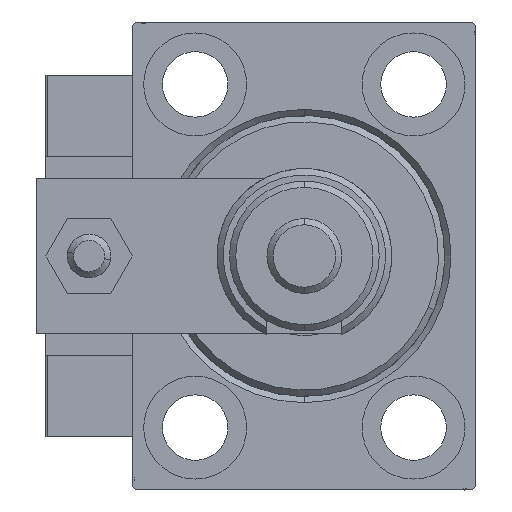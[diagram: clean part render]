
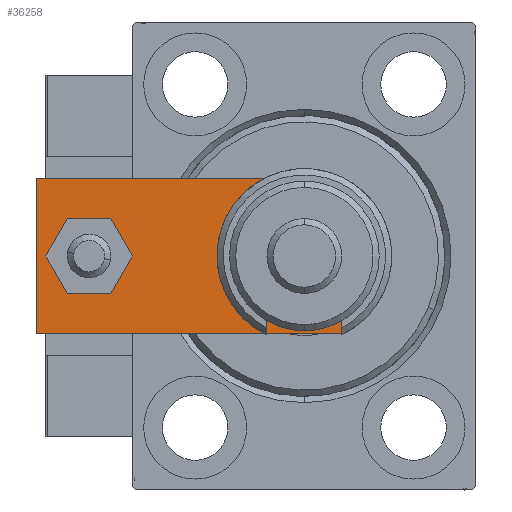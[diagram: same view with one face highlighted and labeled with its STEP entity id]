
A CAD part, left-side view. The second image highlights one B-rep face of the part: STEP entity #36258.
In plain terms, the highlighted face is planar.
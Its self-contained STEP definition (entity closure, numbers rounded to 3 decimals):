
#162 = CARTESIAN_POINT ( 'NONE',  ( 0., 12., 6. ) ) ;
#198 = DIRECTION ( 'NONE',  ( 0.707, -0.707, 0. ) ) ;
#754 = EDGE_CURVE ( 'NONE', #35944, #20916, #41112, .T. ) ;
#1269 = ORIENTED_EDGE ( 'NONE', *, *, #45784, .F. ) ;
#5161 = EDGE_CURVE ( 'NONE', #47841, #35944, #22801, .T. ) ;
#5752 = AXIS2_PLACEMENT_3D ( 'NONE', #24659, #16381, #12888 ) ;
#6479 = VERTEX_POINT ( 'NONE', #24152 ) ;
#6986 = PLANE ( 'NONE',  #22146 ) ;
#10103 = EDGE_LOOP ( 'NONE', ( #16139, #23159 ) ) ;
#10744 = VERTEX_POINT ( 'NONE', #14070 ) ;
#10755 = DIRECTION ( 'NONE',  ( 0., 0., 1. ) ) ;
#11280 = FACE_OUTER_BOUND ( 'NONE', #23540, .T. ) ;
#12476 = ORIENTED_EDGE ( 'NONE', *, *, #20548, .T. ) ;
#12513 = DIRECTION ( 'NONE',  ( 1., 0., 0. ) ) ;
#12888 = DIRECTION ( 'NONE',  ( 1., 0., 0. ) ) ;
#13312 = DIRECTION ( 'NONE',  ( -1., 0., 0. ) ) ;
#14070 = CARTESIAN_POINT ( 'NONE',  ( 4., 46.5, 6. ) ) ;
#14299 = EDGE_CURVE ( 'NONE', #19376, #40635, #45911, .T. ) ;
#14827 = DIRECTION ( 'NONE',  ( 1., 0., 0. ) ) ;
#15034 = DIRECTION ( 'NONE',  ( 0.707, 0.707, 0. ) ) ;
#15051 = CARTESIAN_POINT ( 'NONE',  ( -12.5, 0., 6. ) ) ;
#15130 = ORIENTED_EDGE ( 'NONE', *, *, #5161, .T. ) ;
#15440 = EDGE_CURVE ( 'NONE', #20916, #48668, #33639, .T. ) ;
#15473 = CARTESIAN_POINT ( 'NONE',  ( 0., 46.5, 6. ) ) ;
#15828 = ORIENTED_EDGE ( 'NONE', *, *, #48119, .F. ) ;
#16139 = ORIENTED_EDGE ( 'NONE', *, *, #14299, .F. ) ;
#16381 = DIRECTION ( 'NONE',  ( 0., 0., 1. ) ) ;
#18288 = VECTOR ( 'NONE', #198, 1000. ) ;
#18849 = CARTESIAN_POINT ( 'NONE',  ( 0., 46.5, 6. ) ) ;
#19029 = CARTESIAN_POINT ( 'NONE',  ( 0., 0., 6. ) ) ;
#19376 = VERTEX_POINT ( 'NONE', #47701 ) ;
#20548 = EDGE_CURVE ( 'NONE', #6479, #41767, #20583, .T. ) ;
#20583 = LINE ( 'NONE', #36886, #18288 ) ;
#20750 = CARTESIAN_POINT ( 'NONE',  ( -12.5, 55., 6. ) ) ;
#20916 = VERTEX_POINT ( 'NONE', #45942 ) ;
#22146 = AXIS2_PLACEMENT_3D ( 'NONE', #19029, #10755, #27061 ) ;
#22801 = LINE ( 'NONE', #47420, #42209 ) ;
#23159 = ORIENTED_EDGE ( 'NONE', *, *, #51256, .F. ) ;
#23312 = EDGE_CURVE ( 'NONE', #41767, #47841, #51708, .T. ) ;
#23540 = EDGE_LOOP ( 'NONE', ( #32159, #12476, #39476, #15130, #37812, #25077 ) ) ;
#24152 = CARTESIAN_POINT ( 'NONE',  ( -12.5, 5.66, 6. ) ) ;
#24659 = CARTESIAN_POINT ( 'NONE',  ( 0., 12., 6. ) ) ;
#25077 = ORIENTED_EDGE ( 'NONE', *, *, #15440, .T. ) ;
#25363 = CARTESIAN_POINT ( 'NONE',  ( -12.5, 55., 6. ) ) ;
#26259 = VECTOR ( 'NONE', #13312, 1000. ) ;
#26594 = CARTESIAN_POINT ( 'NONE',  ( -4., 46.5, 6. ) ) ;
#26896 = VECTOR ( 'NONE', #51443, 1000. ) ;
#27061 = DIRECTION ( 'NONE',  ( 1., 0., 0. ) ) ;
#27507 = DIRECTION ( 'NONE',  ( 1., 0., 0. ) ) ;
#28574 = DIRECTION ( 'NONE',  ( 0., 0., 1. ) ) ;
#29599 = VERTEX_POINT ( 'NONE', #26594 ) ;
#30879 = CARTESIAN_POINT ( 'NONE',  ( -6.84, 0., 6. ) ) ;
#31077 = FACE_BOUND ( 'NONE', #10103, .T. ) ;
#32159 = ORIENTED_EDGE ( 'NONE', *, *, #44778, .T. ) ;
#33520 = VECTOR ( 'NONE', #40662, 1000. ) ;
#33639 = LINE ( 'NONE', #33909, #26259 ) ;
#33909 = CARTESIAN_POINT ( 'NONE',  ( 12.5, 55., 6. ) ) ;
#34225 = AXIS2_PLACEMENT_3D ( 'NONE', #162, #28574, #12513 ) ;
#35339 = FACE_BOUND ( 'NONE', #39688, .T. ) ;
#35493 = CARTESIAN_POINT ( 'NONE',  ( 6.84, 0., 6. ) ) ;
#35786 = DIRECTION ( 'NONE',  ( 0., 1., 0. ) ) ;
#35944 = VERTEX_POINT ( 'NONE', #52016 ) ;
#36258 = ADVANCED_FACE ( 'NONE', ( #35339, #11280, #31077 ), #6986, .T. ) ;
#36886 = CARTESIAN_POINT ( 'NONE',  ( -3.42, -3.42, 6. ) ) ;
#37812 = ORIENTED_EDGE ( 'NONE', *, *, #754, .T. ) ;
#38512 = CIRCLE ( 'NONE', #34225, 8.25 ) ;
#39293 = AXIS2_PLACEMENT_3D ( 'NONE', #15473, #40088, #27507 ) ;
#39476 = ORIENTED_EDGE ( 'NONE', *, *, #23312, .T. ) ;
#39688 = EDGE_LOOP ( 'NONE', ( #1269, #15828 ) ) ;
#40088 = DIRECTION ( 'NONE',  ( 0., 0., 1. ) ) ;
#40635 = VERTEX_POINT ( 'NONE', #51311 ) ;
#40662 = DIRECTION ( 'NONE',  ( 0., -1., 0. ) ) ;
#41112 = LINE ( 'NONE', #48382, #43826 ) ;
#41767 = VERTEX_POINT ( 'NONE', #30879 ) ;
#41840 = CIRCLE ( 'NONE', #39293, 4. ) ;
#42209 = VECTOR ( 'NONE', #15034, 1000. ) ;
#43826 = VECTOR ( 'NONE', #35786, 1000. ) ;
#44778 = EDGE_CURVE ( 'NONE', #48668, #6479, #49739, .T. ) ;
#45784 = EDGE_CURVE ( 'NONE', #29599, #10744, #41840, .T. ) ;
#45911 = CIRCLE ( 'NONE', #5752, 8.25 ) ;
#45942 = CARTESIAN_POINT ( 'NONE',  ( 12.5, 55., 6. ) ) ;
#46972 = CIRCLE ( 'NONE', #48695, 4. ) ;
#47420 = CARTESIAN_POINT ( 'NONE',  ( 3.42, -3.42, 6. ) ) ;
#47701 = CARTESIAN_POINT ( 'NONE',  ( -8.25, 12., 6. ) ) ;
#47841 = VERTEX_POINT ( 'NONE', #35493 ) ;
#48119 = EDGE_CURVE ( 'NONE', #10744, #29599, #46972, .T. ) ;
#48382 = CARTESIAN_POINT ( 'NONE',  ( 12.5, 0., 6. ) ) ;
#48668 = VERTEX_POINT ( 'NONE', #20750 ) ;
#48695 = AXIS2_PLACEMENT_3D ( 'NONE', #18849, #51493, #14827 ) ;
#49739 = LINE ( 'NONE', #25363, #33520 ) ;
#51256 = EDGE_CURVE ( 'NONE', #40635, #19376, #38512, .T. ) ;
#51311 = CARTESIAN_POINT ( 'NONE',  ( 8.25, 12., 6. ) ) ;
#51443 = DIRECTION ( 'NONE',  ( 1., 0., 0. ) ) ;
#51493 = DIRECTION ( 'NONE',  ( 0., 0., 1. ) ) ;
#51708 = LINE ( 'NONE', #15051, #26896 ) ;
#52016 = CARTESIAN_POINT ( 'NONE',  ( 12.5, 5.66, 6. ) ) ;
